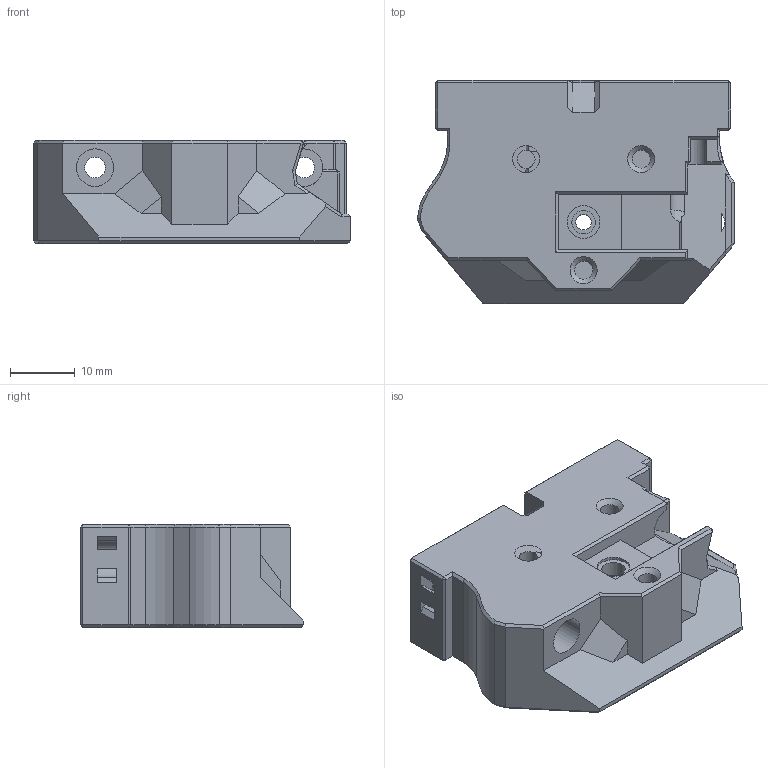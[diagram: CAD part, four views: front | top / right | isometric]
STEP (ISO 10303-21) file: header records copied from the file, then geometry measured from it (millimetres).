
FILE_DESCRIPTION(/* description */ (''),/* implementation_level */ '2;1');
FILE_NAME(/* name */ 'Top_Orbiter.step',/* time_stamp */ '2025-07-23T20:10:08+03:00',/* author */ (''),/* organization */ (''),/* preprocessor_version */ 'ST-DEVELOPER v20.1',/* originating_system */ 'Autodesk Translation Framework v14.10.0.0',/* authorisation */ '');
FILE_SCHEMA (('AUTOMOTIVE_DESIGN { 1 0 10303 214 3 1 1 }'));
Length unit declared in the file: millimetre
Products named in the file (1): Orbiter (1)
Bounding box: 49.12 x 34.64 x 15.98 mm (x, y, z)
Volume: 16958.2 mm3; surface area: 6918.4 mm2
Topology: 1 solids, 1 shells, 227 faces, 550 edges, 332 vertices
Faces by surface type: plane 172, cylinder 29, cone 23, sphere 1, bspline 1, torus 1
Full cylindrical faces by diameter (mm): 1.6 x2, 2.4 x1, 2.8 x3, 3.2 x2, 3.65 x1, 4.4 x1, 4.7 x2, 5.075 x1, 5.8 x2, 6 x1
Entity records: 6740 total; most frequent: CARTESIAN_POINT 1365, ORIENTED_EDGE 1100, DIRECTION 1093, EDGE_CURVE 550, LINE 427, VECTOR 427, AXIS2_PLACEMENT_3D 333, VERTEX_POINT 332
